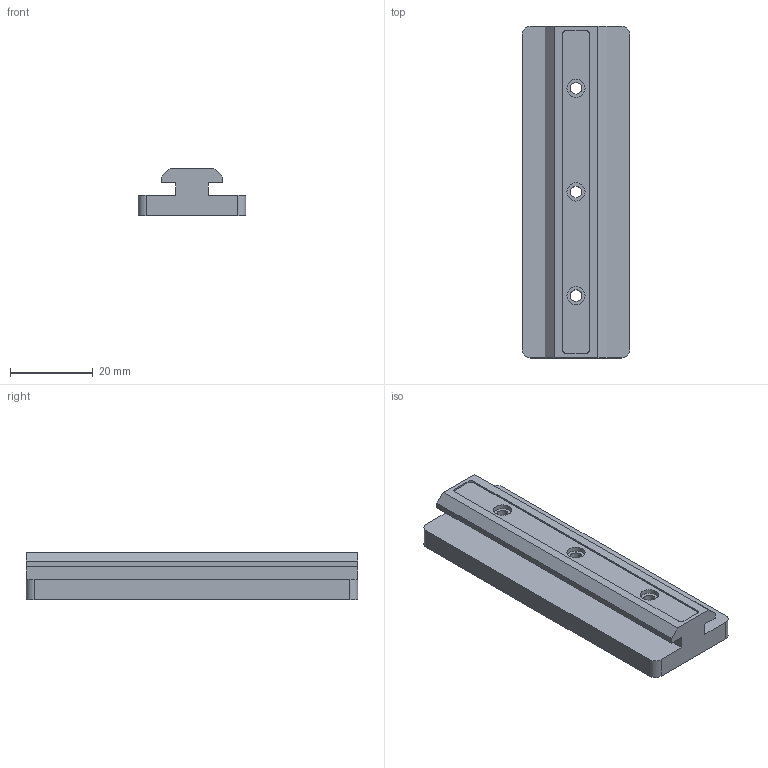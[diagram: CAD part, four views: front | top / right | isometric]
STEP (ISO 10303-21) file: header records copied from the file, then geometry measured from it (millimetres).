
FILE_DESCRIPTION( ('This file contains a STEP AP42 implementation' ,'as created by ZW3D STEP Interface translator.') ,'2;1' );
FILE_NAME( '395.1400A.01.stp' ,'23 131.1532 2', (''), ('ZWCAD Software Co.'), 'Version 1.0', 'ZW3D to STEP translator', '' );
FILE_SCHEMA(('AUTOMOTIVE_DESIGN { 1 0 10303 214 1 1 1 1 }'));
Length unit declared in the file: millimetre
Products named in the file (2): 0; 395.1400A.01
Bounding box: 26 x 80 x 11.4 mm (x, y, z)
Volume: 15180.7 mm3; surface area: 7698.5 mm2
Topology: 1 solids, 1 shells, 53 faces, 129 edges, 86 vertices
Faces by surface type: plane 32, cylinder 21
Full cylindrical faces by diameter (mm): 2.8 x3, 4.4 x6
Entity records: 1660 total; most frequent: DIRECTION 279, CARTESIAN_POINT 269, ORIENTED_EDGE 258, EDGE_CURVE 129, AXIS2_PLACEMENT_3D 96, VECTOR 87, LINE 87, VERTEX_POINT 86
